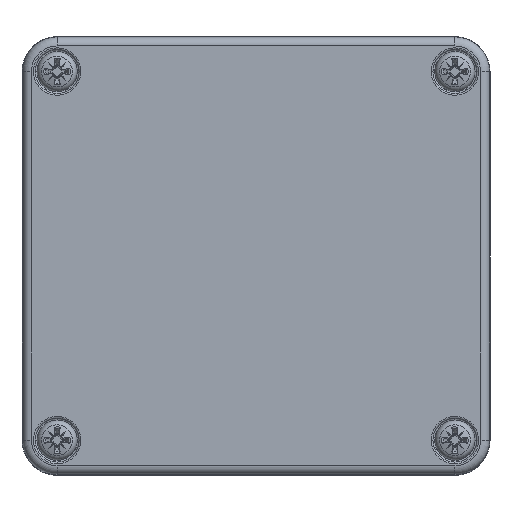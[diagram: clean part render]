
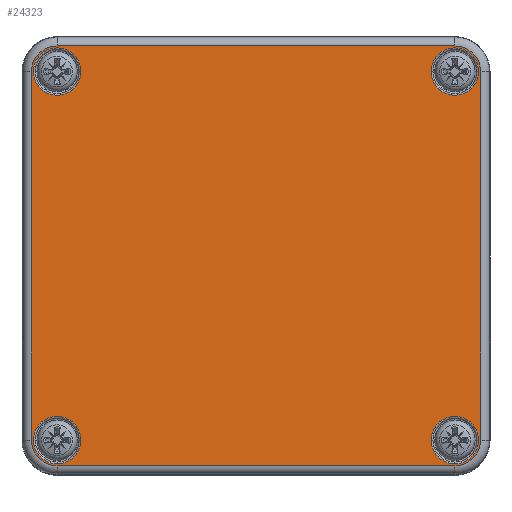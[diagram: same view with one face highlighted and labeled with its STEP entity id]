
A CAD part, top view. The second image highlights one B-rep face of the part: STEP entity #24323.
In plain terms, the highlighted face is planar.
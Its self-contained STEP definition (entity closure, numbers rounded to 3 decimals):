
#24200=CARTESIAN_POINT('',(29.95,-31.5,-15.0));
#24201=VERTEX_POINT('',#24200);
#24202=CARTESIAN_POINT('',(34.,-31.5,-15.0));
#24203=DIRECTION('',(0.0,0.0,-1.0));
#24204=DIRECTION('',(1.0,0.0,0.0));
#24205=AXIS2_PLACEMENT_3D('',#24202,#24203,#24204);
#24206=CIRCLE('',#24205,4.05);
#24207=EDGE_CURVE('',#24201,#24201,#24206,.T.);
#24212=CARTESIAN_POINT('',(0.,0.,-15.0));
#24213=DIRECTION('',(0.0,0.0,1.0));
#24214=DIRECTION('',(1.0,0.0,0.0));
#24215=AXIS2_PLACEMENT_3D('',#24212,#24213,#24214);
#24216=PLANE('',#24215);
#24217=CARTESIAN_POINT('',(34.,35.882,-15.0));
#24218=VERTEX_POINT('',#24217);
#24219=CARTESIAN_POINT('',(-34.,35.882,-15.0));
#24220=VERTEX_POINT('',#24219);
#24221=CARTESIAN_POINT('',(34.,35.882,-15.0));
#24222=DIRECTION('',(-1.0,0.0,0.0));
#24223=VECTOR('',#24222,68.);
#24224=LINE('',#24221,#24223);
#24225=EDGE_CURVE('',#24218,#24220,#24224,.T.);
#24226=ORIENTED_EDGE('',*,*,#24225,.F.);
#24227=CARTESIAN_POINT('',(38.382,31.5,-15.0));
#24228=VERTEX_POINT('',#24227);
#24229=CARTESIAN_POINT('',(34.,31.5,-15.0));
#24230=DIRECTION('',(0.0,0.0,1.0));
#24231=DIRECTION('',(0.707,0.707,0.0));
#24232=AXIS2_PLACEMENT_3D('',#24229,#24230,#24231);
#24233=CIRCLE('',#24232,4.382);
#24234=EDGE_CURVE('',#24228,#24218,#24233,.T.);
#24235=ORIENTED_EDGE('',*,*,#24234,.F.);
#24236=CARTESIAN_POINT('',(38.382,-31.5,-15.0));
#24237=VERTEX_POINT('',#24236);
#24238=CARTESIAN_POINT('',(38.382,-31.5,-15.0));
#24239=DIRECTION('',(0.0,1.0,0.0));
#24240=VECTOR('',#24239,63.);
#24241=LINE('',#24238,#24240);
#24242=EDGE_CURVE('',#24237,#24228,#24241,.T.);
#24243=ORIENTED_EDGE('',*,*,#24242,.F.);
#24244=CARTESIAN_POINT('',(34.,-35.882,-15.0));
#24245=VERTEX_POINT('',#24244);
#24246=CARTESIAN_POINT('',(34.,-31.5,-15.0));
#24247=DIRECTION('',(0.0,0.0,1.0));
#24248=DIRECTION('',(0.707,-0.707,0.0));
#24249=AXIS2_PLACEMENT_3D('',#24246,#24247,#24248);
#24250=CIRCLE('',#24249,4.382);
#24251=EDGE_CURVE('',#24245,#24237,#24250,.T.);
#24252=ORIENTED_EDGE('',*,*,#24251,.F.);
#24253=CARTESIAN_POINT('',(-34.,-35.882,-15.0));
#24254=VERTEX_POINT('',#24253);
#24255=CARTESIAN_POINT('',(-34.,-35.882,-15.0));
#24256=DIRECTION('',(1.0,0.0,0.0));
#24257=VECTOR('',#24256,68.);
#24258=LINE('',#24255,#24257);
#24259=EDGE_CURVE('',#24254,#24245,#24258,.T.);
#24260=ORIENTED_EDGE('',*,*,#24259,.F.);
#24261=CARTESIAN_POINT('',(-38.382,-31.5,-15.0));
#24262=VERTEX_POINT('',#24261);
#24263=CARTESIAN_POINT('',(-34.,-31.5,-15.0));
#24264=DIRECTION('',(0.0,0.0,1.0));
#24265=DIRECTION('',(-0.707,-0.707,0.0));
#24266=AXIS2_PLACEMENT_3D('',#24263,#24264,#24265);
#24267=CIRCLE('',#24266,4.382);
#24268=EDGE_CURVE('',#24262,#24254,#24267,.T.);
#24269=ORIENTED_EDGE('',*,*,#24268,.F.);
#24270=CARTESIAN_POINT('',(-38.382,31.5,-15.0));
#24271=VERTEX_POINT('',#24270);
#24272=CARTESIAN_POINT('',(-38.382,31.5,-15.0));
#24273=DIRECTION('',(0.0,-1.0,0.0));
#24274=VECTOR('',#24273,63.);
#24275=LINE('',#24272,#24274);
#24276=EDGE_CURVE('',#24271,#24262,#24275,.T.);
#24277=ORIENTED_EDGE('',*,*,#24276,.F.);
#24278=CARTESIAN_POINT('',(-34.,31.5,-15.0));
#24279=DIRECTION('',(0.0,0.0,1.0));
#24280=DIRECTION('',(-0.707,0.707,0.0));
#24281=AXIS2_PLACEMENT_3D('',#24278,#24279,#24280);
#24282=CIRCLE('',#24281,4.382);
#24283=EDGE_CURVE('',#24220,#24271,#24282,.T.);
#24284=ORIENTED_EDGE('',*,*,#24283,.F.);
#24285=EDGE_LOOP('',(#24226,#24235,#24243,#24252,#24260,#24269,#24277,#24284));
#24286=FACE_OUTER_BOUND('',#24285,.T.);
#24287=CARTESIAN_POINT('',(29.95,31.5,-15.0));
#24288=VERTEX_POINT('',#24287);
#24289=CARTESIAN_POINT('',(34.,31.5,-15.0));
#24290=DIRECTION('',(0.0,0.0,-1.0));
#24291=DIRECTION('',(1.0,0.0,0.0));
#24292=AXIS2_PLACEMENT_3D('',#24289,#24290,#24291);
#24293=CIRCLE('',#24292,4.05);
#24294=EDGE_CURVE('',#24288,#24288,#24293,.T.);
#24295=ORIENTED_EDGE('',*,*,#24294,.F.);
#24296=EDGE_LOOP('',(#24295));
#24297=FACE_BOUND('',#24296,.T.);
#24298=CARTESIAN_POINT('',(-38.05,-31.5,-15.0));
#24299=VERTEX_POINT('',#24298);
#24300=CARTESIAN_POINT('',(-34.,-31.5,-15.0));
#24301=DIRECTION('',(0.0,0.0,-1.0));
#24302=DIRECTION('',(1.0,0.0,0.0));
#24303=AXIS2_PLACEMENT_3D('',#24300,#24301,#24302);
#24304=CIRCLE('',#24303,4.05);
#24305=EDGE_CURVE('',#24299,#24299,#24304,.T.);
#24306=ORIENTED_EDGE('',*,*,#24305,.F.);
#24307=EDGE_LOOP('',(#24306));
#24308=FACE_BOUND('',#24307,.T.);
#24309=CARTESIAN_POINT('',(-38.05,31.5,-15.0));
#24310=VERTEX_POINT('',#24309);
#24311=CARTESIAN_POINT('',(-34.,31.5,-15.0));
#24312=DIRECTION('',(0.0,0.0,-1.0));
#24313=DIRECTION('',(1.0,0.0,0.0));
#24314=AXIS2_PLACEMENT_3D('',#24311,#24312,#24313);
#24315=CIRCLE('',#24314,4.05);
#24316=EDGE_CURVE('',#24310,#24310,#24315,.T.);
#24317=ORIENTED_EDGE('',*,*,#24316,.F.);
#24318=EDGE_LOOP('',(#24317));
#24319=FACE_BOUND('',#24318,.T.);
#24320=ORIENTED_EDGE('',*,*,#24207,.F.);
#24321=EDGE_LOOP('',(#24320));
#24322=FACE_BOUND('',#24321,.T.);
#24323=ADVANCED_FACE('',(#24286,#24297,#24308,#24319,#24322),#24216,.F.);
